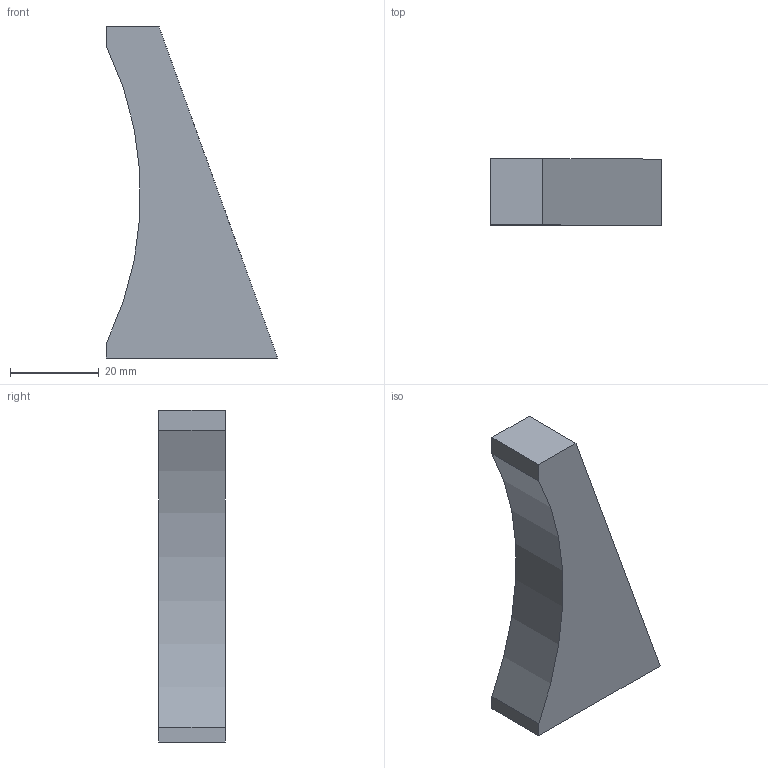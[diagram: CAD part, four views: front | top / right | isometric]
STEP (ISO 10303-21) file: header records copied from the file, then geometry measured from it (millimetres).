
FILE_DESCRIPTION(/* description */ (''),/* implementation_level */ '2;1');
FILE_NAME(/* name */ 'Finger.step',/* time_stamp */ '2025-10-05T12:10:49+01:00',/* author */ (''),/* organization */ (''),/* preprocessor_version */ 'ST-DEVELOPER v20.1',/* originating_system */ 'Autodesk Translation Framework v14.10.0.0',/* authorisation */ '');
FILE_SCHEMA (('AUTOMOTIVE_DESIGN { 1 0 10303 214 3 1 1 }'));
Length unit declared in the file: millimetre
Products named in the file (2): Finger; Claws
Assembly tree (1 placements, depth 2):
  Finger
    Claws
Bounding box: 38.7 x 15 x 75 mm (x, y, z)
Volume: 22870 mm3; surface area: 6534.2 mm2
Topology: 1 solids, 1 shells, 16 faces, 30 edges, 20 vertices
Faces by surface type: plane 11, cylinder 5
Full cylindrical faces by diameter (mm): 3 x2, 4.5 x2
Entity records: 467 total; most frequent: DIRECTION 78, CARTESIAN_POINT 69, ORIENTED_EDGE 60, EDGE_CURVE 30, AXIS2_PLACEMENT_3D 29, EDGE_LOOP 20, LINE 20, VECTOR 20
